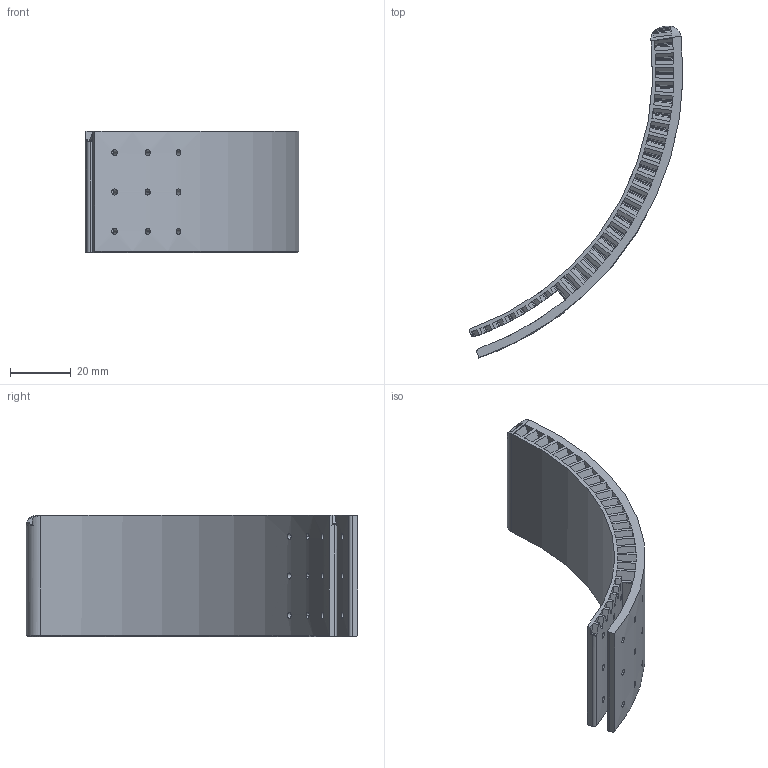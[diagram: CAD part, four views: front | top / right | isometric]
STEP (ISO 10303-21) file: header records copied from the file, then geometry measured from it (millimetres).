
FILE_DESCRIPTION(('FreeCAD Model'),'2;1');
FILE_NAME('Open CASCADE Shape Model','2025-06-18T17:43:11',(''),(''), 'Open CASCADE STEP processor 7.8','FreeCAD','Unknown');
FILE_SCHEMA(('AUTOMOTIVE_DESIGN { 1 0 10303 214 1 1 1 1 }'));
Length unit declared in the file: millimetre
Products named in the file (1): 2-rotor-segmented-in-three--part-3
Bounding box: 70.68 x 109.61 x 40 mm (x, y, z)
Volume: 45897 mm3; surface area: 17334.4 mm2
Topology: 1 solids, 1 shells, 240 faces, 650 edges, 432 vertices
Faces by surface type: plane 87, cone 62, bspline 58, cylinder 33
Full cylindrical faces by diameter (mm): 2 x12
Entity records: 9594 total; most frequent: CARTESIAN_POINT 3986, ORIENTED_EDGE 1300, DIRECTION 899, EDGE_CURVE 650, VERTEX_POINT 432, AXIS2_PLACEMENT_3D 322, FACE_BOUND 296, EDGE_LOOP 296
